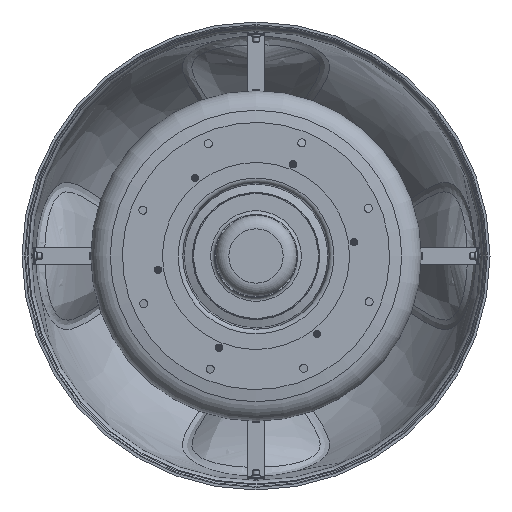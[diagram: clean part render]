
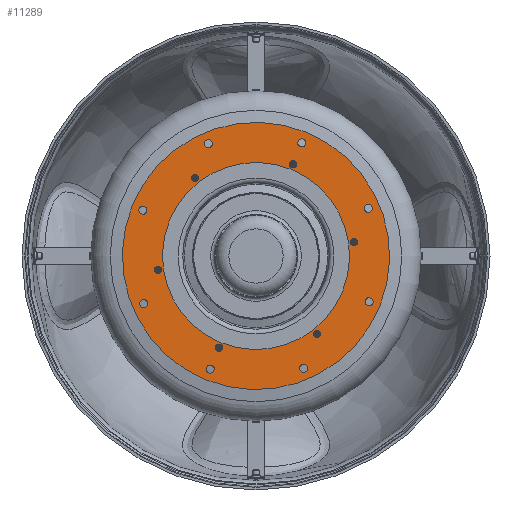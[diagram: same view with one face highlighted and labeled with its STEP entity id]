
A CAD part, front view. The second image highlights one B-rep face of the part: STEP entity #11289.
In plain terms, the highlighted planar face has unit normal (0, -1, 0).
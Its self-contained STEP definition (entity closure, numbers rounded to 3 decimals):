
#346=FACE_BOUND('',#2350,.T.);
#347=FACE_BOUND('',#2351,.T.);
#348=FACE_BOUND('',#2352,.T.);
#349=FACE_BOUND('',#2353,.T.);
#350=FACE_BOUND('',#2354,.T.);
#351=FACE_BOUND('',#2355,.T.);
#352=FACE_BOUND('',#2356,.T.);
#353=FACE_BOUND('',#2357,.T.);
#354=FACE_BOUND('',#2358,.T.);
#355=FACE_BOUND('',#2359,.T.);
#356=FACE_BOUND('',#2360,.T.);
#357=FACE_BOUND('',#2361,.T.);
#358=FACE_BOUND('',#2362,.T.);
#359=FACE_BOUND('',#2363,.T.);
#360=FACE_BOUND('',#2364,.T.);
#920=PLANE('',#12547);
#1549=FACE_OUTER_BOUND('',#2349,.T.);
#2349=EDGE_LOOP('',(#9562));
#2350=EDGE_LOOP('',(#9563));
#2351=EDGE_LOOP('',(#9564));
#2352=EDGE_LOOP('',(#9565));
#2353=EDGE_LOOP('',(#9566));
#2354=EDGE_LOOP('',(#9567));
#2355=EDGE_LOOP('',(#9568));
#2356=EDGE_LOOP('',(#9569));
#2357=EDGE_LOOP('',(#9570));
#2358=EDGE_LOOP('',(#9571));
#2359=EDGE_LOOP('',(#9572));
#2360=EDGE_LOOP('',(#9573));
#2361=EDGE_LOOP('',(#9574));
#2362=EDGE_LOOP('',(#9575));
#2363=EDGE_LOOP('',(#9576));
#2364=EDGE_LOOP('',(#9577));
#4062=CIRCLE('',#12372,4.);
#4079=CIRCLE('',#12399,4.);
#4096=CIRCLE('',#12426,4.);
#4113=CIRCLE('',#12453,4.);
#4130=CIRCLE('',#12480,4.);
#4147=CIRCLE('',#12507,4.);
#4162=CIRCLE('',#12528,105.);
#4163=CIRCLE('',#12530,4.5);
#4164=CIRCLE('',#12532,4.5);
#4165=CIRCLE('',#12534,4.5);
#4166=CIRCLE('',#12536,4.5);
#4167=CIRCLE('',#12538,4.5);
#4168=CIRCLE('',#12540,4.5);
#4169=CIRCLE('',#12542,4.5);
#4170=CIRCLE('',#12544,4.5);
#4171=CIRCLE('',#12546,150.);
#5041=VERTEX_POINT('',#27518);
#5055=VERTEX_POINT('',#27590);
#5069=VERTEX_POINT('',#27662);
#5083=VERTEX_POINT('',#27734);
#5097=VERTEX_POINT('',#27806);
#5111=VERTEX_POINT('',#27878);
#5126=VERTEX_POINT('',#27918);
#5127=VERTEX_POINT('',#27922);
#5128=VERTEX_POINT('',#27926);
#5129=VERTEX_POINT('',#27930);
#5130=VERTEX_POINT('',#27934);
#5131=VERTEX_POINT('',#27938);
#5132=VERTEX_POINT('',#27942);
#5133=VERTEX_POINT('',#27946);
#5134=VERTEX_POINT('',#27950);
#5135=VERTEX_POINT('',#27954);
#6489=EDGE_CURVE('',#5041,#5041,#4062,.T.);
#6510=EDGE_CURVE('',#5055,#5055,#4079,.T.);
#6531=EDGE_CURVE('',#5069,#5069,#4096,.T.);
#6552=EDGE_CURVE('',#5083,#5083,#4113,.T.);
#6573=EDGE_CURVE('',#5097,#5097,#4130,.T.);
#6594=EDGE_CURVE('',#5111,#5111,#4147,.T.);
#6614=EDGE_CURVE('',#5126,#5126,#4162,.T.);
#6616=EDGE_CURVE('',#5127,#5127,#4163,.T.);
#6618=EDGE_CURVE('',#5128,#5128,#4164,.T.);
#6620=EDGE_CURVE('',#5129,#5129,#4165,.T.);
#6622=EDGE_CURVE('',#5130,#5130,#4166,.T.);
#6624=EDGE_CURVE('',#5131,#5131,#4167,.T.);
#6626=EDGE_CURVE('',#5132,#5132,#4168,.T.);
#6628=EDGE_CURVE('',#5133,#5133,#4169,.T.);
#6630=EDGE_CURVE('',#5134,#5134,#4170,.T.);
#6631=EDGE_CURVE('',#5135,#5135,#4171,.T.);
#9562=ORIENTED_EDGE('',*,*,#6631,.F.);
#9563=ORIENTED_EDGE('',*,*,#6489,.T.);
#9564=ORIENTED_EDGE('',*,*,#6510,.T.);
#9565=ORIENTED_EDGE('',*,*,#6531,.T.);
#9566=ORIENTED_EDGE('',*,*,#6552,.T.);
#9567=ORIENTED_EDGE('',*,*,#6573,.T.);
#9568=ORIENTED_EDGE('',*,*,#6594,.T.);
#9569=ORIENTED_EDGE('',*,*,#6614,.T.);
#9570=ORIENTED_EDGE('',*,*,#6616,.T.);
#9571=ORIENTED_EDGE('',*,*,#6618,.T.);
#9572=ORIENTED_EDGE('',*,*,#6620,.T.);
#9573=ORIENTED_EDGE('',*,*,#6622,.T.);
#9574=ORIENTED_EDGE('',*,*,#6624,.T.);
#9575=ORIENTED_EDGE('',*,*,#6626,.T.);
#9576=ORIENTED_EDGE('',*,*,#6628,.T.);
#9577=ORIENTED_EDGE('',*,*,#6630,.T.);
#11289=ADVANCED_FACE('',(#1549,#346,#347,#348,#349,#350,#351,#352,#353,
#354,#355,#356,#357,#358,#359,#360),#920,.F.);
#12372=AXIS2_PLACEMENT_3D('',#27519,#15167,#15168);
#12399=AXIS2_PLACEMENT_3D('',#27591,#15225,#15226);
#12426=AXIS2_PLACEMENT_3D('',#27663,#15283,#15284);
#12453=AXIS2_PLACEMENT_3D('',#27735,#15341,#15342);
#12480=AXIS2_PLACEMENT_3D('',#27807,#15399,#15400);
#12507=AXIS2_PLACEMENT_3D('',#27879,#15457,#15458);
#12528=AXIS2_PLACEMENT_3D('',#27920,#15504,#15505);
#12530=AXIS2_PLACEMENT_3D('',#27924,#15509,#15510);
#12532=AXIS2_PLACEMENT_3D('',#27928,#15514,#15515);
#12534=AXIS2_PLACEMENT_3D('',#27932,#15519,#15520);
#12536=AXIS2_PLACEMENT_3D('',#27936,#15524,#15525);
#12538=AXIS2_PLACEMENT_3D('',#27940,#15529,#15530);
#12540=AXIS2_PLACEMENT_3D('',#27944,#15534,#15535);
#12542=AXIS2_PLACEMENT_3D('',#27948,#15539,#15540);
#12544=AXIS2_PLACEMENT_3D('',#27952,#15544,#15545);
#12546=AXIS2_PLACEMENT_3D('',#27955,#15548,#15549);
#12547=AXIS2_PLACEMENT_3D('',#27957,#15551,#15552);
#15167=DIRECTION('center_axis',(0.,1.,0.));
#15168=DIRECTION('ref_axis',(-0.5,0.,0.866));
#15225=DIRECTION('center_axis',(0.,1.,0.));
#15226=DIRECTION('ref_axis',(0.5,0.,0.866));
#15283=DIRECTION('center_axis',(0.,1.,0.));
#15284=DIRECTION('ref_axis',(1.,0.,0.));
#15341=DIRECTION('center_axis',(0.,1.,0.));
#15342=DIRECTION('ref_axis',(0.5,0.,-0.866));
#15399=DIRECTION('center_axis',(0.,1.,0.));
#15400=DIRECTION('ref_axis',(-0.5,0.,-0.866));
#15457=DIRECTION('center_axis',(0.,1.,0.));
#15458=DIRECTION('ref_axis',(-1.,0.,0.));
#15504=DIRECTION('center_axis',(0.,1.,0.));
#15505=DIRECTION('ref_axis',(-0.927,0.,0.375));
#15509=DIRECTION('center_axis',(0.,1.,0.));
#15510=DIRECTION('ref_axis',(-0.927,0.,0.375));
#15514=DIRECTION('center_axis',(0.,1.,0.));
#15515=DIRECTION('ref_axis',(-0.927,0.,0.375));
#15519=DIRECTION('center_axis',(0.,1.,0.));
#15520=DIRECTION('ref_axis',(-0.927,0.,0.375));
#15524=DIRECTION('center_axis',(0.,1.,0.));
#15525=DIRECTION('ref_axis',(-0.927,0.,0.375));
#15529=DIRECTION('center_axis',(0.,1.,0.));
#15530=DIRECTION('ref_axis',(-0.927,0.,0.375));
#15534=DIRECTION('center_axis',(0.,1.,0.));
#15535=DIRECTION('ref_axis',(-0.927,0.,0.375));
#15539=DIRECTION('center_axis',(0.,1.,0.));
#15540=DIRECTION('ref_axis',(-0.927,0.,0.375));
#15544=DIRECTION('center_axis',(0.,1.,0.));
#15545=DIRECTION('ref_axis',(-0.927,0.,0.375));
#15548=DIRECTION('center_axis',(0.,1.,0.));
#15549=DIRECTION('ref_axis',(-0.927,0.,0.375));
#15551=DIRECTION('center_axis',(0.,1.,0.));
#15552=DIRECTION('ref_axis',(-0.927,0.,0.375));
#27518=CARTESIAN_POINT('',(-39.581,-60.904,-106.382));
#27519=CARTESIAN_POINT('Origin',(-41.581,-60.904,-102.917));
#27590=CARTESIAN_POINT('',(-111.92,-60.904,-18.912));
#27591=CARTESIAN_POINT('Origin',(-109.92,-60.904,-15.448));
#27662=CARTESIAN_POINT('',(-72.338,-60.904,87.469));
#27663=CARTESIAN_POINT('Origin',(-68.338,-60.904,87.469));
#27734=CARTESIAN_POINT('',(39.581,-60.904,106.382));
#27735=CARTESIAN_POINT('Origin',(41.581,-60.904,102.917));
#27806=CARTESIAN_POINT('',(111.92,-60.904,18.912));
#27807=CARTESIAN_POINT('Origin',(109.92,-60.904,15.448));
#27878=CARTESIAN_POINT('',(72.338,-60.904,-87.469));
#27879=CARTESIAN_POINT('Origin',(68.338,-60.904,-87.469));
#27918=CARTESIAN_POINT('',(97.354,-60.904,-39.334));
#27920=CARTESIAN_POINT('Origin',(0.,-60.904,
0.));
#27922=CARTESIAN_POINT('',(130.281,-60.904,51.844));
#27924=CARTESIAN_POINT('Origin',(126.109,-60.904,53.53));
#27926=CARTESIAN_POINT('',(131.197,-60.904,-53.007));
#27928=CARTESIAN_POINT('Origin',(127.024,-60.904,-51.321));
#27930=CARTESIAN_POINT('',(57.702,-60.904,-127.795));
#27932=CARTESIAN_POINT('Origin',(53.53,-60.904,-126.109));
#27934=CARTESIAN_POINT('',(-47.149,-60.904,-128.71));
#27936=CARTESIAN_POINT('Origin',(-51.321,-60.904,-127.024));
#27938=CARTESIAN_POINT('',(-121.937,-60.904,-55.216));
#27940=CARTESIAN_POINT('Origin',(-126.109,-60.904,-53.53));
#27942=CARTESIAN_POINT('',(-122.852,-60.904,49.635));
#27944=CARTESIAN_POINT('Origin',(-127.024,-60.904,51.321));
#27946=CARTESIAN_POINT('',(-49.358,-60.904,124.423));
#27948=CARTESIAN_POINT('Origin',(-53.53,-60.904,126.109));
#27950=CARTESIAN_POINT('',(55.493,-60.904,125.338));
#27952=CARTESIAN_POINT('Origin',(51.321,-60.904,127.024));
#27954=CARTESIAN_POINT('',(139.078,-60.904,-56.191));
#27955=CARTESIAN_POINT('Origin',(0.,-60.904,
0.));
#27957=CARTESIAN_POINT('Origin',(0.,-60.904,
0.));
